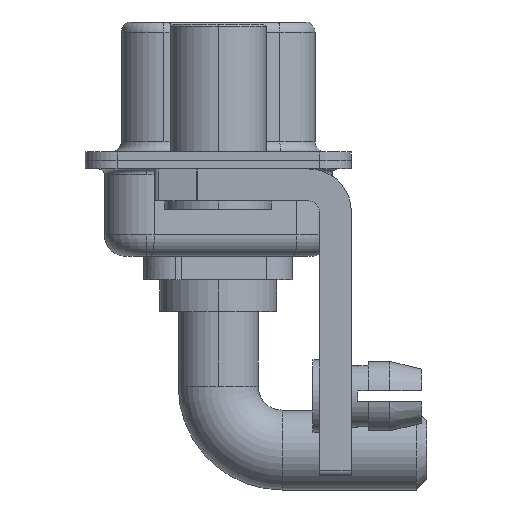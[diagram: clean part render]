
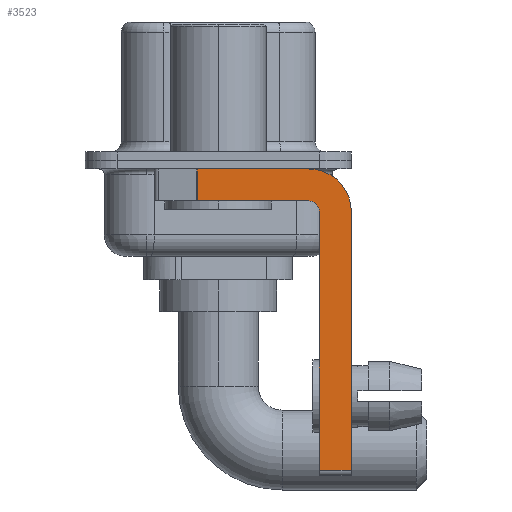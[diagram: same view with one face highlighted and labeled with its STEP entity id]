
A CAD part, left-side view. The second image highlights one B-rep face of the part: STEP entity #3523.
In plain terms, the highlighted planar face has unit normal (-1, 0, 0).
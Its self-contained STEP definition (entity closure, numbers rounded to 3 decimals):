
#18 = ORIENTED_EDGE ( 'NONE', *, *, #16208, .F. ) ;
#177 = ORIENTED_EDGE ( 'NONE', *, *, #15871, .T. ) ;
#543 = EDGE_CURVE ( 'NONE', #3382, #16407, #3663, .T. ) ;
#617 = VERTEX_POINT ( 'NONE', #1607 ) ;
#702 = VECTOR ( 'NONE', #8573, 1000. ) ;
#1297 = CARTESIAN_POINT ( 'NONE',  ( -2.9, -4.25, -2.4 ) ) ;
#1416 = CARTESIAN_POINT ( 'NONE',  ( -2.9, 3., -0.4 ) ) ;
#1607 = CARTESIAN_POINT ( 'NONE',  ( -2.9, -6.25, -14.55 ) ) ;
#2780 = VERTEX_POINT ( 'NONE', #8564 ) ;
#2910 = VECTOR ( 'NONE', #14232, 1000. ) ;
#3152 = CARTESIAN_POINT ( 'NONE',  ( -2.9, -4.25, -1.9 ) ) ;
#3246 = CIRCLE ( 'NONE', #15519, 0.5 ) ;
#3382 = VERTEX_POINT ( 'NONE', #10190 ) ;
#3523 = ADVANCED_FACE ( 'NONE', ( #11879 ), #17528, .F. ) ;
#3663 = LINE ( 'NONE', #8050, #9886 ) ;
#3803 = VECTOR ( 'NONE', #5814, 1000. ) ;
#3841 = EDGE_LOOP ( 'NONE', ( #18, #17505, #13541, #6220, #6657, #177, #14138, #4245 ) ) ;
#3977 = CIRCLE ( 'NONE', #11122, 2. ) ;
#4159 = LINE ( 'NONE', #15851, #14481 ) ;
#4245 = ORIENTED_EDGE ( 'NONE', *, *, #6907, .F. ) ;
#4413 = CARTESIAN_POINT ( 'NONE',  ( -2.9, -6.25, -2.4 ) ) ;
#5533 = DIRECTION ( 'NONE',  ( 0., 0., -1. ) ) ;
#5583 = VECTOR ( 'NONE', #5533, 1000. ) ;
#5814 = DIRECTION ( 'NONE',  ( 0., -1., 0. ) ) ;
#5885 = CARTESIAN_POINT ( 'NONE',  ( -2.9, 0.978, -1.9 ) ) ;
#6057 = LINE ( 'NONE', #12637, #5583 ) ;
#6220 = ORIENTED_EDGE ( 'NONE', *, *, #17579, .F. ) ;
#6657 = ORIENTED_EDGE ( 'NONE', *, *, #6897, .F. ) ;
#6800 = CARTESIAN_POINT ( 'NONE',  ( -2.9, -4.25, -2.4 ) ) ;
#6897 = EDGE_CURVE ( 'NONE', #10877, #2780, #18534, .T. ) ;
#6907 = EDGE_CURVE ( 'NONE', #16955, #12976, #3977, .T. ) ;
#7005 = VERTEX_POINT ( 'NONE', #3152 ) ;
#7605 = AXIS2_PLACEMENT_3D ( 'NONE', #12051, #16306, #17620 ) ;
#8050 = CARTESIAN_POINT ( 'NONE',  ( -2.9, 0.978, -1.9 ) ) ;
#8492 = LINE ( 'NONE', #1416, #2910 ) ;
#8564 = CARTESIAN_POINT ( 'NONE',  ( -2.9, -4.75, -2.4 ) ) ;
#8573 = DIRECTION ( 'NONE',  ( 0., 0., 1. ) ) ;
#9886 = VECTOR ( 'NONE', #15099, 1000. ) ;
#10190 = CARTESIAN_POINT ( 'NONE',  ( -2.9, 0.978, -0.4 ) ) ;
#10877 = VERTEX_POINT ( 'NONE', #14748 ) ;
#11032 = EDGE_CURVE ( 'NONE', #7005, #16407, #4159, .T. ) ;
#11122 = AXIS2_PLACEMENT_3D ( 'NONE', #1297, #17308, #12969 ) ;
#11208 = DIRECTION ( 'NONE',  ( -1., 0., 0. ) ) ;
#11239 = LINE ( 'NONE', #12837, #3803 ) ;
#11565 = CARTESIAN_POINT ( 'NONE',  ( -2.9, -4.75, -14.8 ) ) ;
#11879 = FACE_OUTER_BOUND ( 'NONE', #3841, .T. ) ;
#12051 = CARTESIAN_POINT ( 'NONE',  ( -2.9, -4.25, -2.4 ) ) ;
#12637 = CARTESIAN_POINT ( 'NONE',  ( -2.9, -6.25, -2.4 ) ) ;
#12837 = CARTESIAN_POINT ( 'NONE',  ( -2.9, -4.25, -14.55 ) ) ;
#12969 = DIRECTION ( 'NONE',  ( 0., 0., -1. ) ) ;
#12976 = VERTEX_POINT ( 'NONE', #4413 ) ;
#13541 = ORIENTED_EDGE ( 'NONE', *, *, #11032, .F. ) ;
#13702 = CARTESIAN_POINT ( 'NONE',  ( -2.9, -4.25, -0.4 ) ) ;
#14138 = ORIENTED_EDGE ( 'NONE', *, *, #15573, .F. ) ;
#14232 = DIRECTION ( 'NONE',  ( 0., -1., 0. ) ) ;
#14481 = VECTOR ( 'NONE', #16991, 1000. ) ;
#14748 = CARTESIAN_POINT ( 'NONE',  ( -2.9, -4.75, -14.55 ) ) ;
#15099 = DIRECTION ( 'NONE',  ( 0., 0., -1. ) ) ;
#15519 = AXIS2_PLACEMENT_3D ( 'NONE', #6800, #11208, #16950 ) ;
#15573 = EDGE_CURVE ( 'NONE', #12976, #617, #6057, .T. ) ;
#15851 = CARTESIAN_POINT ( 'NONE',  ( -2.9, -4.25, -1.9 ) ) ;
#15871 = EDGE_CURVE ( 'NONE', #10877, #617, #11239, .T. ) ;
#16208 = EDGE_CURVE ( 'NONE', #3382, #16955, #8492, .T. ) ;
#16306 = DIRECTION ( 'NONE',  ( 1., 0., 0. ) ) ;
#16407 = VERTEX_POINT ( 'NONE', #5885 ) ;
#16950 = DIRECTION ( 'NONE',  ( 0., 0., 1. ) ) ;
#16955 = VERTEX_POINT ( 'NONE', #13702 ) ;
#16991 = DIRECTION ( 'NONE',  ( 0., 1., 0. ) ) ;
#17308 = DIRECTION ( 'NONE',  ( 1., 0., 0. ) ) ;
#17505 = ORIENTED_EDGE ( 'NONE', *, *, #543, .T. ) ;
#17528 = PLANE ( 'NONE',  #7605 ) ;
#17579 = EDGE_CURVE ( 'NONE', #2780, #7005, #3246, .T. ) ;
#17620 = DIRECTION ( 'NONE',  ( 0., 0., -1. ) ) ;
#18534 = LINE ( 'NONE', #11565, #702 ) ;
